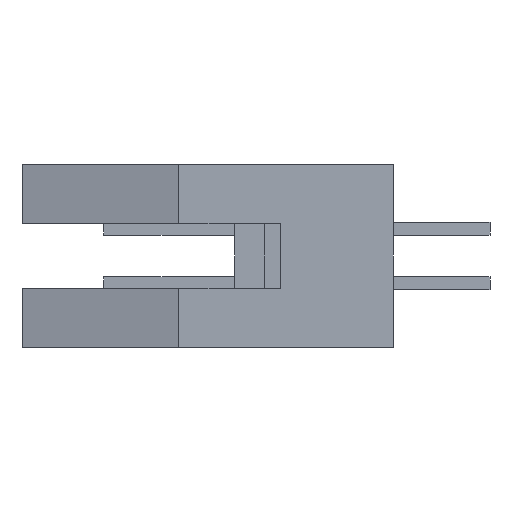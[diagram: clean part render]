
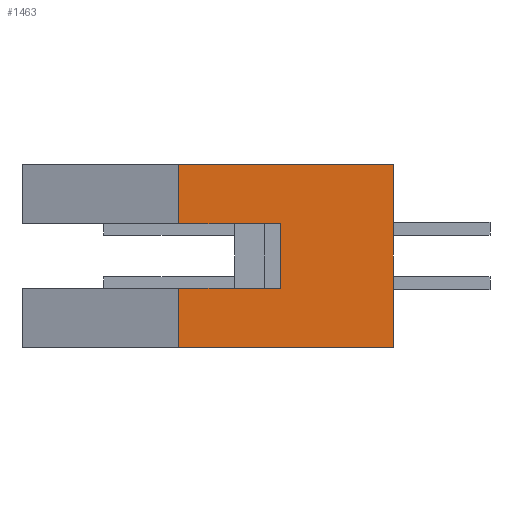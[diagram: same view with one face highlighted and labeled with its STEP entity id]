
A CAD part, left-side view. The second image highlights one B-rep face of the part: STEP entity #1463.
In plain terms, the highlighted planar face has unit normal (-1, 0, 0).
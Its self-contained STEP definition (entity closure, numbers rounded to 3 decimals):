
#1463=ADVANCED_FACE('F134',(#1991),#1726,.T.);
#1726=PLANE('',#6532);
#1991=FACE_OUTER_BOUND('',#2257,.T.);
#2257=EDGE_LOOP('',(#3316,#3317,#3318,#3319,#3320,#3321,#3322,#3323));
#3316=ORIENTED_EDGE('',*,*,#4816,.T.);
#3317=ORIENTED_EDGE('',*,*,#4815,.F.);
#3318=ORIENTED_EDGE('',*,*,#4817,.T.);
#3319=ORIENTED_EDGE('',*,*,#4818,.T.);
#3320=ORIENTED_EDGE('',*,*,#4819,.T.);
#3321=ORIENTED_EDGE('',*,*,#4805,.F.);
#3322=ORIENTED_EDGE('',*,*,#4803,.T.);
#3323=ORIENTED_EDGE('',*,*,#4785,.T.);
#4135=VERTEX_POINT('',#9024);
#4136=VERTEX_POINT('',#9026);
#4147=VERTEX_POINT('',#9061);
#4148=VERTEX_POINT('',#9065);
#4155=VERTEX_POINT('',#9082);
#4156=VERTEX_POINT('',#9084);
#4157=VERTEX_POINT('',#9089);
#4158=VERTEX_POINT('',#9091);
#4785=EDGE_CURVE('E407',#4136,#4135,#5472,.T.);
#4803=EDGE_CURVE('E385',#4147,#4136,#5490,.T.);
#4805=EDGE_CURVE('E364',#4147,#4148,#5492,.T.);
#4815=EDGE_CURVE('E362',#4156,#4155,#5502,.T.);
#4816=EDGE_CURVE('E376',#4135,#4155,#5503,.T.);
#4817=EDGE_CURVE('E256',#4156,#4157,#5504,.T.);
#4818=EDGE_CURVE('E113',#4157,#4158,#5505,.T.);
#4819=EDGE_CURVE('E406',#4158,#4148,#5506,.T.);
#5472=LINE('',#9025,#6157);
#5490=LINE('',#9060,#6175);
#5492=LINE('',#9064,#6177);
#5502=LINE('',#9085,#6187);
#5503=LINE('',#9087,#6188);
#5504=LINE('',#9088,#6189);
#5505=LINE('',#9090,#6190);
#5506=LINE('',#9092,#6191);
#6157=VECTOR('',#7607,1.);
#6175=VECTOR('',#7637,1.);
#6177=VECTOR('',#7641,1.);
#6187=VECTOR('',#7655,1.);
#6188=VECTOR('',#7658,1.);
#6189=VECTOR('',#7659,1.);
#6190=VECTOR('',#7660,1.);
#6191=VECTOR('',#7661,1.);
#6532=AXIS2_PLACEMENT_3D('',#9093,#7662,#7663);
#7607=DIRECTION('',(0.,0.,-1.));
#7637=DIRECTION('',(0.,-1.,0.));
#7641=DIRECTION('',(0.,0.,1.));
#7655=DIRECTION('',(0.,0.,1.));
#7658=DIRECTION('',(0.,1.,0.));
#7659=DIRECTION('',(0.,-1.,0.));
#7660=DIRECTION('',(0.,0.,1.));
#7661=DIRECTION('',(0.,1.,0.));
#7662=DIRECTION('',(-1.,0.,0.));
#7663=DIRECTION('',(0.,-1.,0.));
#9024=CARTESIAN_POINT('',(-31.573,7.84,2.75));
#9025=CARTESIAN_POINT('',(-31.573,7.84,4.25));
#9026=CARTESIAN_POINT('',(-31.573,7.84,5.75));
#9060=CARTESIAN_POINT('',(-31.573,10.215,5.75));
#9061=CARTESIAN_POINT('',(-31.573,12.59,5.75));
#9064=CARTESIAN_POINT('',(-31.573,12.59,7.125));
#9065=CARTESIAN_POINT('',(-31.573,12.59,8.5));
#9082=CARTESIAN_POINT('',(-31.573,12.59,2.75));
#9084=CARTESIAN_POINT('',(-31.573,12.59,0.));
#9085=CARTESIAN_POINT('',(-31.573,12.59,1.375));
#9087=CARTESIAN_POINT('',(-31.573,10.215,2.75));
#9088=CARTESIAN_POINT('',(-31.573,7.59,0.));
#9089=CARTESIAN_POINT('',(-31.573,2.59,0.));
#9090=CARTESIAN_POINT('',(-31.573,2.59,4.25));
#9091=CARTESIAN_POINT('',(-31.573,2.59,8.5));
#9092=CARTESIAN_POINT('',(-31.573,7.59,8.5));
#9093=CARTESIAN_POINT('',(-31.573,12.59,0.));
